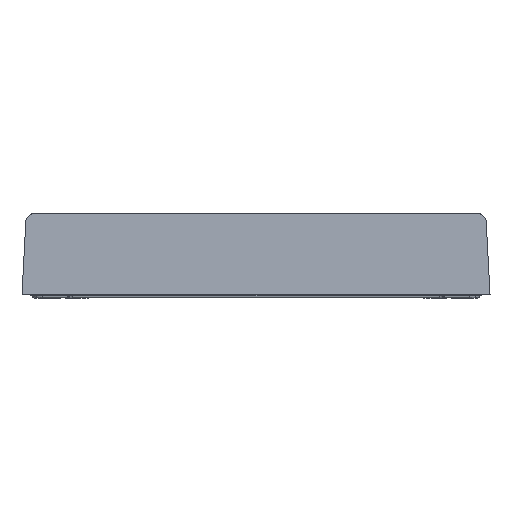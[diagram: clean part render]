
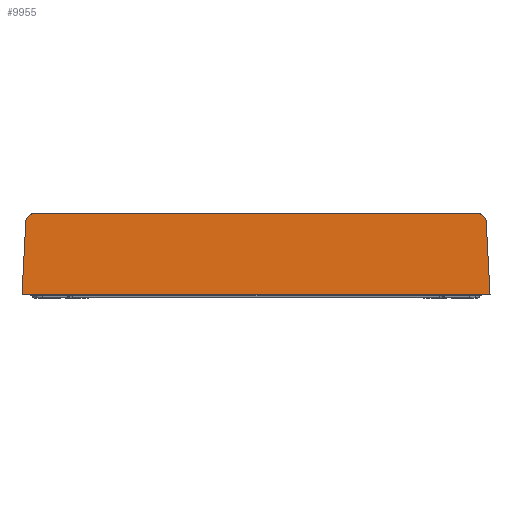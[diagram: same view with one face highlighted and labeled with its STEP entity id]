
A CAD part, left-side view. The second image highlights one B-rep face of the part: STEP entity #9955.
In plain terms, the highlighted planar face has unit normal (-0.999, 0, 0.052).
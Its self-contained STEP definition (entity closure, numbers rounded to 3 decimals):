
#4941=FACE_OUTER_BOUND('',#19377,.T.);
#9955=ADVANCED_FACE('',(#4941),#14452,.T.);
#14452=PLANE('',#73804);
#15456=ELLIPSE('',#73772,1.001,1.);
#15458=ELLIPSE('',#73803,1.001,1.);
#19377=EDGE_LOOP('',(#33794,#33795,#33796,#33797,#33798,#33799));
#33794=ORIENTED_EDGE('',*,*,#51243,.T.);
#33795=ORIENTED_EDGE('',*,*,#51289,.F.);
#33796=ORIENTED_EDGE('',*,*,#44704,.F.);
#33797=ORIENTED_EDGE('',*,*,#51290,.T.);
#33798=ORIENTED_EDGE('',*,*,#51291,.F.);
#33799=ORIENTED_EDGE('',*,*,#51255,.F.);
#39704=VERTEX_POINT('',#93672);
#39705=VERTEX_POINT('',#93673);
#42742=VERTEX_POINT('',#111876);
#42743=VERTEX_POINT('',#111878);
#42752=VERTEX_POINT('',#111918);
#42779=VERTEX_POINT('',#111986);
#44704=EDGE_CURVE('',#39704,#39705,#54208,.T.);
#51243=EDGE_CURVE('',#42743,#42742,#15456,.T.);
#51255=EDGE_CURVE('',#42743,#42752,#59860,.T.);
#51289=EDGE_CURVE('',#39705,#42742,#59877,.T.);
#51290=EDGE_CURVE('',#39704,#42779,#59878,.T.);
#51291=EDGE_CURVE('',#42752,#42779,#15458,.T.);
#54208=LINE('',#93671,#62161);
#59860=LINE('',#111917,#67825);
#59877=LINE('',#111983,#67842);
#59878=LINE('',#111985,#67843);
#62161=VECTOR('',#75321,1.);
#67825=VECTOR('',#88291,1.);
#67842=VECTOR('',#88352,1.);
#67843=VECTOR('',#88355,1.);
#73772=AXIS2_PLACEMENT_3D('',#111877,#88272,#88273);
#73803=AXIS2_PLACEMENT_3D('',#111987,#88356,#88357);
#73804=AXIS2_PLACEMENT_3D('',#111988,#88358,#88359);
#75321=DIRECTION('',(0.,1.,0.));
#88272=DIRECTION('',(-0.999,0.,0.052));
#88273=DIRECTION('',(-0.052,0.,-0.999));
#88291=DIRECTION('',(0.,-1.,0.));
#88352=DIRECTION('',(0.052,-0.052,0.997));
#88355=DIRECTION('',(0.052,0.052,0.997));
#88356=DIRECTION('',(0.999,0.,-0.052));
#88357=DIRECTION('',(0.052,0.,0.999));
#88358=DIRECTION('',(-0.999,0.,0.052));
#88359=DIRECTION('',(0.,1.,0.));
#93671=CARTESIAN_POINT('',(-142.5,-30.5,0.));
#93672=CARTESIAN_POINT('',(-142.5,-30.5,0.));
#93673=CARTESIAN_POINT('',(-142.5,30.5,0.));
#111876=CARTESIAN_POINT('',(-141.999,29.999,9.552));
#111877=CARTESIAN_POINT('',(-142.002,29.001,9.5));
#111878=CARTESIAN_POINT('',(-141.95,29.001,10.5));
#111917=CARTESIAN_POINT('',(-141.95,29.001,10.5));
#111918=CARTESIAN_POINT('',(-141.95,-29.001,10.5));
#111983=CARTESIAN_POINT('',(-142.5,30.5,0.));
#111985=CARTESIAN_POINT('',(-142.5,-30.5,0.));
#111986=CARTESIAN_POINT('',(-141.999,-29.999,9.552));
#111987=CARTESIAN_POINT('',(-142.002,-29.001,9.5));
#111988=CARTESIAN_POINT('',(-142.5,32.7,0.));
